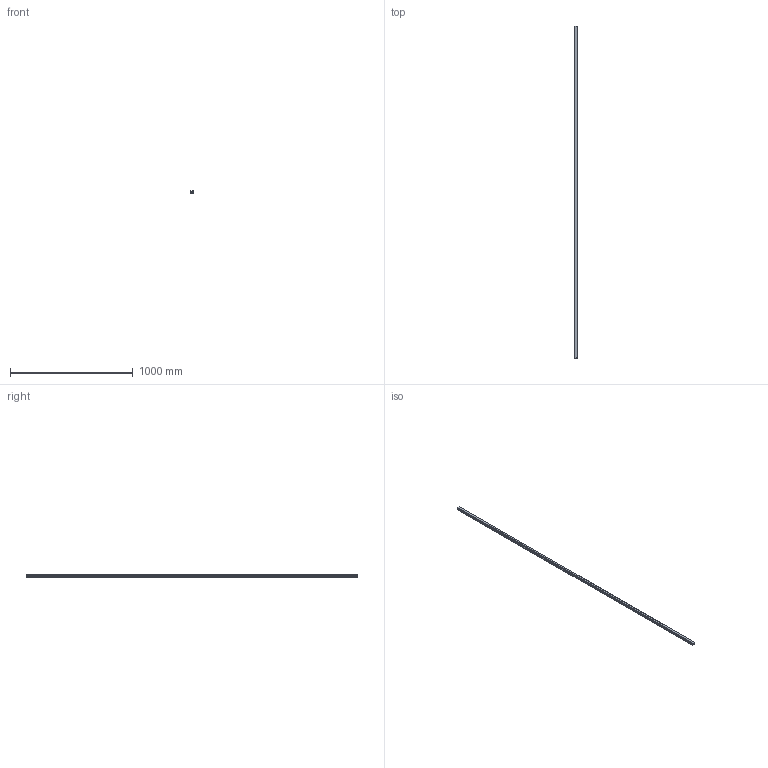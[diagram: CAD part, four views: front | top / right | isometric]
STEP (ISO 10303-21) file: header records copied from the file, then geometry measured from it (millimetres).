
FILE_DESCRIPTION(('STEP AP214'),'1');
FILE_NAME('cctmp_AC691A31-5737-4D20-8D97-7DFA99E7CD1A_2021_01_25_14_50_13_0785..stp','2021-01-25T13:50:14',('HIWIN GmbH'),('CADClick - www.CADClick.com'),'Spatial InterOp 3D',' ','unknown authorization');
FILE_SCHEMA(('AUTOMOTIVE_DESIGN'));
Length unit declared in the file: millimetre
Products named in the file (1): HGR25T2710C_FILE
Bounding box: 23 x 2710 x 22 mm (x, y, z)
Volume: 1171729.4 mm3; surface area: 257299.8 mm2
Topology: 1 solids, 1 shells, 426 faces, 1305 edges, 795 vertices
Faces by surface type: plane 224, cylinder 112, cone 90
Entity records: 17535 total; most frequent: DIRECTION 2653, CARTESIAN_POINT 2437, ORIENTED_EDGE 2430, EDGE_CURVE 1215, AXIS2_PLACEMENT_3D 1011, VERTEX_POINT 795, LINE 631, VECTOR 631
